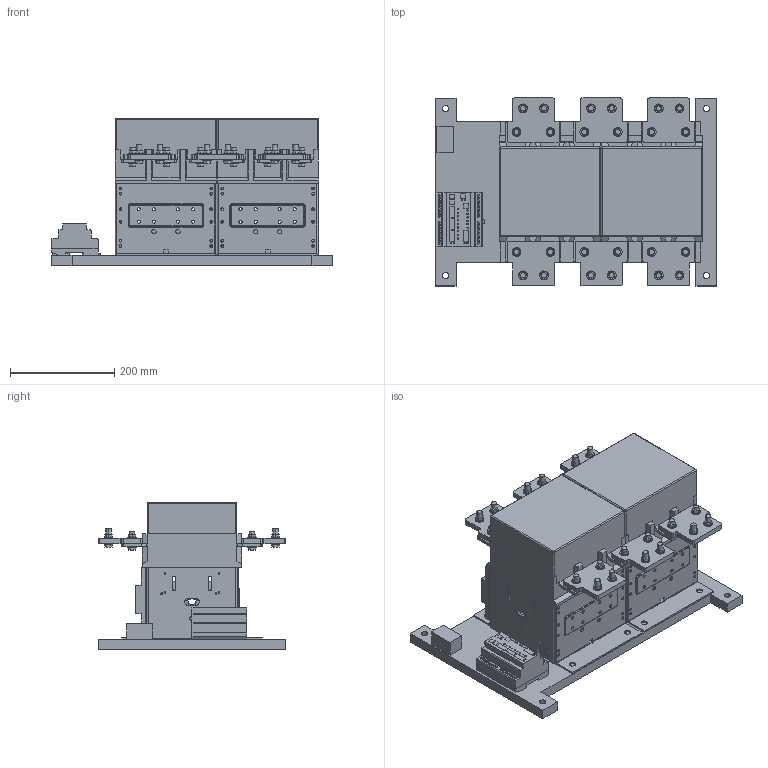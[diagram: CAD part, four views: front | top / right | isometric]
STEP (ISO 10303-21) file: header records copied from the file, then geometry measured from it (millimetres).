
FILE_DESCRIPTION(/* description */ (''),/* implementation_level */ '2;1');
FILE_NAME(/* name */ '3d_11B1600.stp',/* time_stamp */ '2024-07-15T08:58:00+02:00',/* author */ (''),/* organization */ (''),/* preprocessor_version */ 'ST-DEVELOPER v16.7',/* originating_system */ 'SIEMENS PLM Software NX 12.0',/* authorisation */ '');
FILE_SCHEMA (('AUTOMOTIVE_DESIGN { 1 0 10303 214 3 1 1 1 }'));
Length unit declared in the file: millimetre
Products named in the file (2): 3d_11B50000_63000; 3d_11B1600
Assembly tree (2 placements, depth 2):
  3d_11B1600
    3d_11B50000_63000  x2
Bounding box: 540 x 360 x 283 mm (x, y, z)
Volume: 4080100.7 mm3; surface area: 1833241.7 mm2
Topology: 109 solids, 167 shells, 1893 faces, 6530 edges, 4971 vertices
Faces by surface type: plane 1227, cylinder 606, cone 36, bspline 16, sphere 8
Full cylindrical faces by diameter (mm): 3.242 x16, 3.4 x8, 4.134 x2, 5 x8, 5.2 x8, 5.3 x16, 6 x16, 6.6 x2, 8.2 x4, 8.8 x2, 9 x2, 12 x10, 13 x12, 16 x2, 19 x2, 22 x4
Entity records: 53547 total; most frequent: CARTESIAN_POINT 9962, DIRECTION 9014, ORIENTED_EDGE 7957, EDGE_CURVE 4494, VERTEX_POINT 3396, AXIS2_PLACEMENT_3D 3065, LINE 2884, VECTOR 2884
